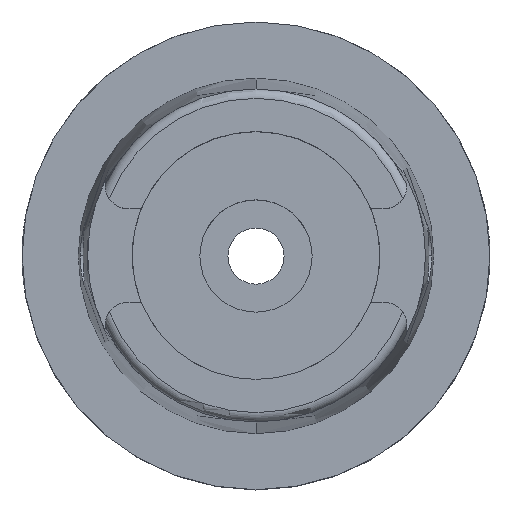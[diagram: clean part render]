
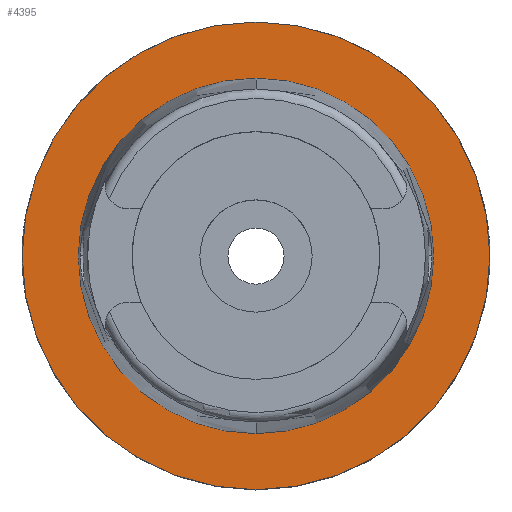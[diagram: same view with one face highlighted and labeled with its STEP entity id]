
A CAD part, top view. The second image highlights one B-rep face of the part: STEP entity #4395.
In plain terms, the highlighted planar face has unit normal (0, 0, 1).
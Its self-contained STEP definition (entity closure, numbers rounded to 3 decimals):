
#2221=CARTESIAN_POINT('',(0.,0.,0.));
#2222=DIRECTION('',(0.,0.,-1.));
#2223=DIRECTION('',(0.,-1.,0.));
#2224=AXIS2_PLACEMENT_3D('',#2221,#2222,#2223);
#2229=CARTESIAN_POINT('',(0.,0.,0.));
#2230=DIRECTION('',(0.,0.,-1.));
#2231=DIRECTION('',(0.,1.,0.));
#2232=AXIS2_PLACEMENT_3D('',#2229,#2230,#2231);
#2237=CARTESIAN_POINT('',(0.,0.,0.));
#2238=DIRECTION('',(0.,0.,1.));
#2239=DIRECTION('',(0.,-1.,0.));
#2240=AXIS2_PLACEMENT_3D('',#2237,#2238,#2239);
#2245=CARTESIAN_POINT('',(0.,0.,0.));
#2246=DIRECTION('',(0.,0.,1.));
#2247=DIRECTION('',(0.,1.,0.));
#2248=AXIS2_PLACEMENT_3D('',#2245,#2246,#2247);
#2417=CARTESIAN_POINT('',(0.,38.,0.));
#2418=VERTEX_POINT('',#2417);
#2419=CARTESIAN_POINT('',(0.,-38.,0.));
#2420=VERTEX_POINT('',#2419);
#2498=CARTESIAN_POINT('',(0.,-50.,0.));
#2499=CARTESIAN_POINT('',(0.,50.,0.));
#2500=VERTEX_POINT('',#2498);
#2501=VERTEX_POINT('',#2499);
#4382=CARTESIAN_POINT('',(0.,0.,0.));
#4383=DIRECTION('',(0.,0.,-1.));
#4384=DIRECTION('',(0.,-1.,0.));
#4385=AXIS2_PLACEMENT_3D('',#4382,#4383,#4384);
#4386=PLANE('',#4385);
#4387=ORIENTED_EDGE('',*,*,#4147,.T.);
#4388=ORIENTED_EDGE('',*,*,#4256,.T.);
#4389=EDGE_LOOP('',(#4387,#4388));
#4390=FACE_OUTER_BOUND('',#4389,.F.);
#4391=ORIENTED_EDGE('',*,*,#2773,.T.);
#4392=ORIENTED_EDGE('',*,*,#2877,.T.);
#4393=EDGE_LOOP('',(#4391,#4392));
#4394=FACE_BOUND('',#4393,.F.);
#2225=CIRCLE('',#2224,50.);
#2233=CIRCLE('',#2232,50.);
#2241=CIRCLE('',#2240,38.);
#2249=CIRCLE('',#2248,38.);
#2773=EDGE_CURVE('',#2420,#2418,#2241,.T.);
#2877=EDGE_CURVE('',#2418,#2420,#2249,.T.);
#4147=EDGE_CURVE('',#2500,#2501,#2225,.T.);
#4256=EDGE_CURVE('',#2501,#2500,#2233,.T.);
#4395=ADVANCED_FACE('',(#4390,#4394),#4386,.F.);
